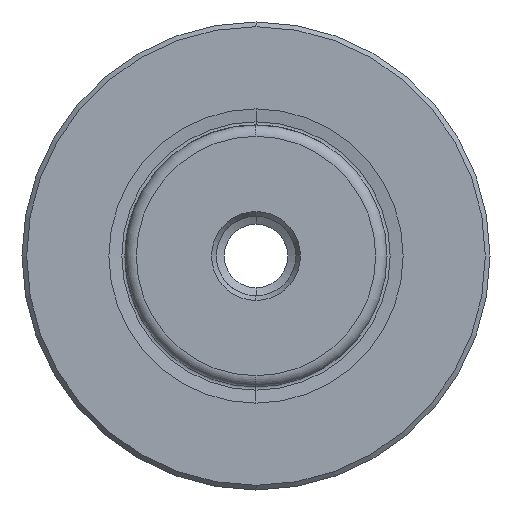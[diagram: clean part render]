
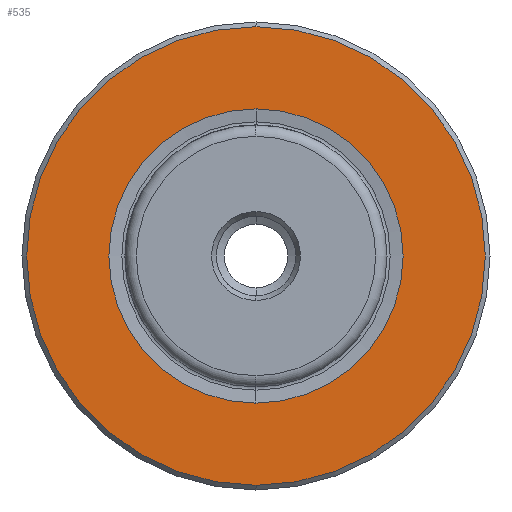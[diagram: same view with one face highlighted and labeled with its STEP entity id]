
A CAD part, left-side view. The second image highlights one B-rep face of the part: STEP entity #535.
In plain terms, the highlighted planar face has unit normal (-1, 0, 0).
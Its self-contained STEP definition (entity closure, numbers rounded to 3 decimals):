
#23 = FACE_OUTER_BOUND ( 'NONE', #406, .T. ) ;
#120 = FACE_BOUND ( 'NONE', #322, .T. ) ;
#204 = DIRECTION ( 'NONE',  ( -1., 0., 0. ) ) ;
#234 = CARTESIAN_POINT ( 'NONE',  ( 0., 15.715, 0. ) ) ;
#259 = DIRECTION ( 'NONE',  ( 0., 0., 1. ) ) ;
#268 = CARTESIAN_POINT ( 'NONE',  ( 0., 0., 0. ) ) ;
#298 = CIRCLE ( 'NONE', #2789, 15.715 ) ;
#320 = CARTESIAN_POINT ( 'NONE',  ( 0., 0., -15.715 ) ) ;
#322 = EDGE_LOOP ( 'NONE', ( #1328, #1325 ) ) ;
#406 = EDGE_LOOP ( 'NONE', ( #1314, #1313 ) ) ;
#426 = EDGE_CURVE ( 'NONE', #1590, #2015, #298, .T. ) ;
#535 = ADVANCED_FACE ( 'NONE', ( #120, #23 ), #736, .F. ) ;
#639 = DIRECTION ( 'NONE',  ( 1., 0., 0. ) ) ;
#736 = PLANE ( 'NONE',  #2969 ) ;
#922 = EDGE_CURVE ( 'NONE', #2015, #1590, #3083, .T. ) ;
#939 = DIRECTION ( 'NONE',  ( 0., 0., -1. ) ) ;
#944 = EDGE_CURVE ( 'NONE', #2420, #1557, #3036, .T. ) ;
#1072 = AXIS2_PLACEMENT_3D ( 'NONE', #268, #204, #259 ) ;
#1129 = DIRECTION ( 'NONE',  ( -1., 0., 0. ) ) ;
#1313 = ORIENTED_EDGE ( 'NONE', *, *, #944, .T. ) ;
#1314 = ORIENTED_EDGE ( 'NONE', *, *, #2014, .T. ) ;
#1325 = ORIENTED_EDGE ( 'NONE', *, *, #922, .F. ) ;
#1328 = ORIENTED_EDGE ( 'NONE', *, *, #426, .F. ) ;
#1416 = CARTESIAN_POINT ( 'NONE',  ( 0., 0., -24.5 ) ) ;
#1557 = VERTEX_POINT ( 'NONE', #1416 ) ;
#1590 = VERTEX_POINT ( 'NONE', #1758 ) ;
#1758 = CARTESIAN_POINT ( 'NONE',  ( 0., 0., 15.715 ) ) ;
#2014 = EDGE_CURVE ( 'NONE', #1557, #2420, #2124, .T. ) ;
#2015 = VERTEX_POINT ( 'NONE', #320 ) ;
#2124 = CIRCLE ( 'NONE', #1072, 24.5 ) ;
#2420 = VERTEX_POINT ( 'NONE', #2720 ) ;
#2720 = CARTESIAN_POINT ( 'NONE',  ( 0., 0., 24.5 ) ) ;
#2789 = AXIS2_PLACEMENT_3D ( 'NONE', #3016, #3033, #3035 ) ;
#2791 = CARTESIAN_POINT ( 'NONE',  ( 0., 0., 0. ) ) ;
#2969 = AXIS2_PLACEMENT_3D ( 'NONE', #234, #639, #939 ) ;
#2975 = CARTESIAN_POINT ( 'NONE',  ( 0., 0., 0. ) ) ;
#3016 = CARTESIAN_POINT ( 'NONE',  ( 0., 0., 0. ) ) ;
#3033 = DIRECTION ( 'NONE',  ( -1., 0., 0. ) ) ;
#3035 = DIRECTION ( 'NONE',  ( 0., 0., 1. ) ) ;
#3036 = CIRCLE ( 'NONE', #3397, 24.5 ) ;
#3083 = CIRCLE ( 'NONE', #3388, 15.715 ) ;
#3295 = DIRECTION ( 'NONE',  ( -1., 0., 0. ) ) ;
#3310 = DIRECTION ( 'NONE',  ( 0., 0., 1. ) ) ;
#3388 = AXIS2_PLACEMENT_3D ( 'NONE', #2975, #3295, #3797 ) ;
#3397 = AXIS2_PLACEMENT_3D ( 'NONE', #2791, #1129, #3310 ) ;
#3797 = DIRECTION ( 'NONE',  ( 0., 0., 1. ) ) ;
